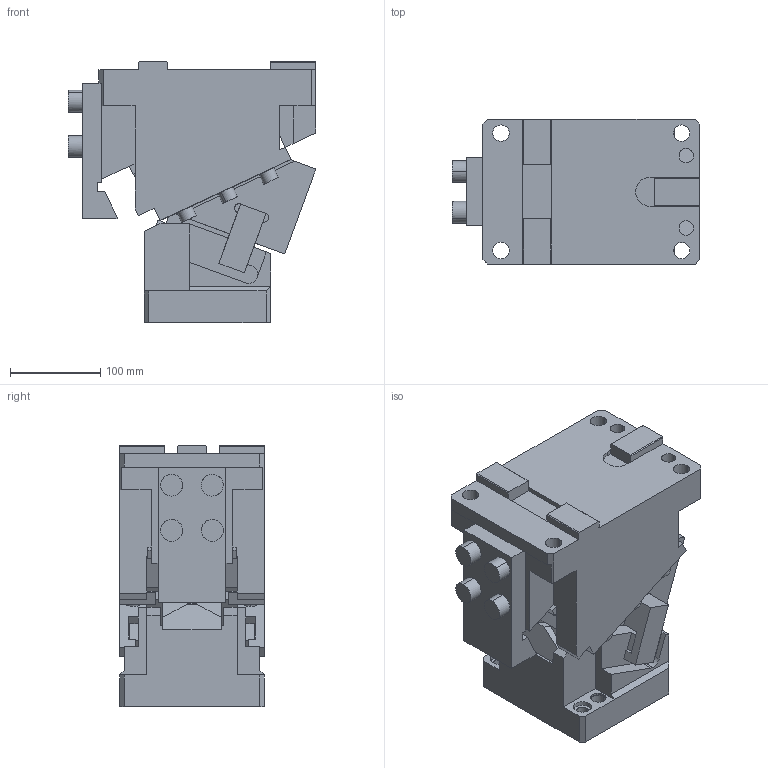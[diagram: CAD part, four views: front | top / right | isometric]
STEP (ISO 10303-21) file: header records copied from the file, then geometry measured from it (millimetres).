
FILE_DESCRIPTION(('CATIA V5 STEP Exchange'),'2;1');
FILE_NAME('CACK_100_20.stp','2015-04-27T08:18:35+00:00',('none'),('none'),'CATIA Version 5 Release 19 SP 2 (IN-10)','CATIA V5 STEP AP203','none');
FILE_SCHEMA(('CONFIG_CONTROL_DESIGN'));
Length unit declared in the file: millimetre
Products named in the file (1): CACK_100_20
Bounding box: 274 x 160 x 289 mm (x, y, z)
Volume: 7022720.7 mm3; surface area: 521536.7 mm2
Topology: 3 solids, 3 shells, 342 faces, 946 edges, 631 vertices
Faces by surface type: plane 235, cylinder 103, cone 4
Entity records: 11356 total; most frequent: CARTESIAN_POINT 2814, ORIENTED_EDGE 1884, DIRECTION 1479, EDGE_CURVE 942, VECTOR 717, LINE 717, VERTEX_POINT 631, AXIS2_PLACEMENT_3D 469
